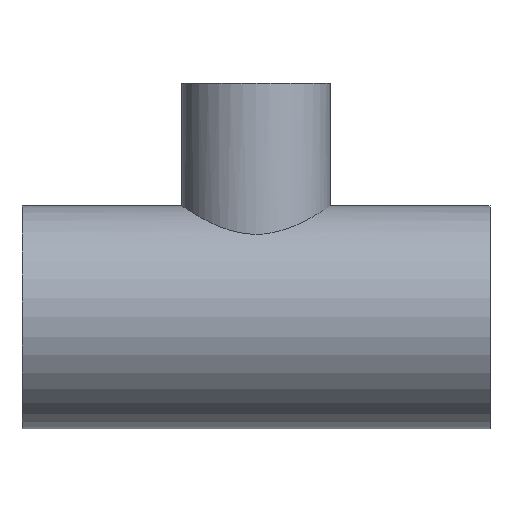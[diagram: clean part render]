
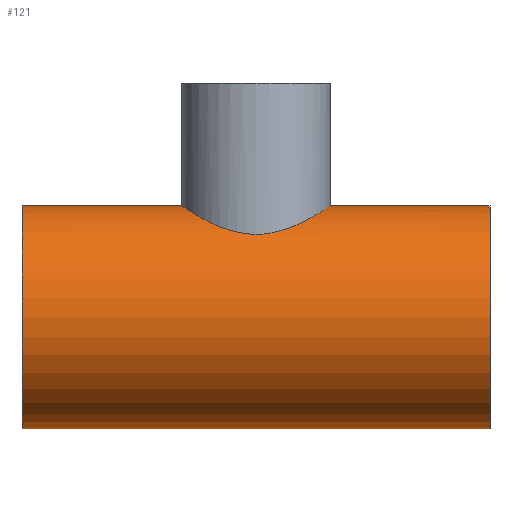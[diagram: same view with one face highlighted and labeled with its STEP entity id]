
A CAD part, front view. The second image highlights one B-rep face of the part: STEP entity #121.
In plain terms, the highlighted cylindrical face has radius 57.15 mm (diameter 114.3 mm), a full revolution.
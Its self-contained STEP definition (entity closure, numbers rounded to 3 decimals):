
#21=FACE_BOUND('',#39,.T.);
#28=FACE_OUTER_BOUND('',#38,.T.);
#38=EDGE_LOOP('',(#104,#105,#106,#107));
#39=EDGE_LOOP('',(#108,#109));
#46=CIRCLE('',#152,57.15);
#47=CIRCLE('',#154,57.15);
#51=LINE('',#350,#55);
#55=VECTOR('',#185,57.15);
#58=B_SPLINE_CURVE_WITH_KNOTS('',3,(#275,#276,#277,#278,#279,#280,#281,
#282,#283,#284,#285,#286,#287,#288,#289,#290,#291,#292),.UNSPECIFIED.,.F.,
 .F.,(4,2,2,2,2,2,2,2,4),(0.,0.753,1.505,2.258,
3.011,3.755,4.5,5.244,5.988),
 .UNSPECIFIED.);
#59=B_SPLINE_CURVE_WITH_KNOTS('',3,(#293,#294,#295,#296,#297,#298,#299,
#300,#301,#302,#303,#304,#305,#306,#307,#308,#309,#310,#311,#312,#313,#314,
#315,#316,#317,#318,#319,#320,#321,#322,#323,#324,#325,#326,#327,#328,#329,
#330,#331,#332,#333,#334,#335,#336,#337,#338,#339,#340,#341,#342),
 .UNSPECIFIED.,.F.,.F.,(4,2,2,2,2,2,2,2,2,2,2,2,2,2,2,2,2,2,2,2,2,2,2,2,
4),(5.988,6.733,7.477,8.221,
8.966,9.718,10.471,11.224,11.976,
12.729,13.482,14.235,14.987,15.732,
16.476,17.22,17.965,18.709,19.453,
20.198,20.942,21.695,22.447,23.2,
23.953),.UNSPECIFIED.);
#66=VERTEX_POINT('',#272);
#67=VERTEX_POINT('',#274);
#68=VERTEX_POINT('',#345);
#69=VERTEX_POINT('',#348);
#79=EDGE_CURVE('',#67,#66,#58,.T.);
#80=EDGE_CURVE('',#66,#67,#59,.T.);
#81=EDGE_CURVE('',#68,#68,#46,.T.);
#82=EDGE_CURVE('',#69,#69,#47,.T.);
#83=EDGE_CURVE('',#69,#68,#51,.T.);
#104=ORIENTED_EDGE('',*,*,#82,.F.);
#105=ORIENTED_EDGE('',*,*,#83,.T.);
#106=ORIENTED_EDGE('',*,*,#81,.F.);
#107=ORIENTED_EDGE('',*,*,#83,.F.);
#108=ORIENTED_EDGE('',*,*,#79,.T.);
#109=ORIENTED_EDGE('',*,*,#80,.T.);
#115=CYLINDRICAL_SURFACE('',#153,57.15);
#121=ADVANCED_FACE('',(#28,#21),#115,.T.);
#152=AXIS2_PLACEMENT_3D('',#346,#179,#180);
#153=AXIS2_PLACEMENT_3D('',#347,#181,#182);
#154=AXIS2_PLACEMENT_3D('',#349,#183,#184);
#179=DIRECTION('center_axis',(-1.,0.,0.));
#180=DIRECTION('ref_axis',(0.,1.,0.));
#181=DIRECTION('center_axis',(1.,0.,0.));
#182=DIRECTION('ref_axis',(0.,1.,0.));
#183=DIRECTION('center_axis',(1.,0.,0.));
#184=DIRECTION('ref_axis',(0.,1.,0.));
#185=DIRECTION('',(-1.,0.,0.));
#272=CARTESIAN_POINT('',(-38.15,0.,57.15));
#274=CARTESIAN_POINT('',(0.,-38.15,42.552));
#275=CARTESIAN_POINT('Ctrl Pts',(0.,-38.15,42.552));
#276=CARTESIAN_POINT('Ctrl Pts',(-2.509,-38.15,42.552));
#277=CARTESIAN_POINT('Ctrl Pts',(-5.057,-37.899,42.781));
#278=CARTESIAN_POINT('Ctrl Pts',(-10.053,-36.89,43.654));
#279=CARTESIAN_POINT('Ctrl Pts',(-12.501,-36.132,44.296));
#280=CARTESIAN_POINT('Ctrl Pts',(-17.155,-34.169,45.828));
#281=CARTESIAN_POINT('Ctrl Pts',(-19.366,-32.961,46.716));
#282=CARTESIAN_POINT('Ctrl Pts',(-23.447,-30.195,48.55));
#283=CARTESIAN_POINT('Ctrl Pts',(-25.317,-28.635,49.494));
#284=CARTESIAN_POINT('Ctrl Pts',(-28.617,-25.335,51.261));
#285=CARTESIAN_POINT('Ctrl Pts',(-30.173,-23.475,52.153));
#286=CARTESIAN_POINT('Ctrl Pts',(-32.946,-19.393,53.804));
#287=CARTESIAN_POINT('Ctrl Pts',(-34.162,-17.171,54.563));
#288=CARTESIAN_POINT('Ctrl Pts',(-36.137,-12.49,55.821));
#289=CARTESIAN_POINT('Ctrl Pts',(-36.897,-10.026,56.32));
#290=CARTESIAN_POINT('Ctrl Pts',(-37.904,-5.022,56.985));
#291=CARTESIAN_POINT('Ctrl Pts',(-38.15,-2.481,57.15));
#292=CARTESIAN_POINT('Ctrl Pts',(-38.15,0.,57.15));
#293=CARTESIAN_POINT('Ctrl Pts',(-38.15,0.,57.15));
#294=CARTESIAN_POINT('Ctrl Pts',(-38.15,2.481,57.15));
#295=CARTESIAN_POINT('Ctrl Pts',(-37.904,5.022,56.985));
#296=CARTESIAN_POINT('Ctrl Pts',(-36.897,10.026,56.32));
#297=CARTESIAN_POINT('Ctrl Pts',(-36.137,12.49,55.821));
#298=CARTESIAN_POINT('Ctrl Pts',(-34.162,17.171,54.563));
#299=CARTESIAN_POINT('Ctrl Pts',(-32.946,19.393,53.804));
#300=CARTESIAN_POINT('Ctrl Pts',(-30.173,23.475,52.153));
#301=CARTESIAN_POINT('Ctrl Pts',(-28.617,25.335,51.261));
#302=CARTESIAN_POINT('Ctrl Pts',(-25.317,28.635,49.494));
#303=CARTESIAN_POINT('Ctrl Pts',(-23.447,30.195,48.55));
#304=CARTESIAN_POINT('Ctrl Pts',(-19.366,32.961,46.716));
#305=CARTESIAN_POINT('Ctrl Pts',(-17.155,34.169,45.828));
#306=CARTESIAN_POINT('Ctrl Pts',(-12.501,36.132,44.296));
#307=CARTESIAN_POINT('Ctrl Pts',(-10.053,36.89,43.654));
#308=CARTESIAN_POINT('Ctrl Pts',(-5.057,37.899,42.781));
#309=CARTESIAN_POINT('Ctrl Pts',(-2.509,38.15,42.552));
#310=CARTESIAN_POINT('Ctrl Pts',(2.509,38.15,42.552));
#311=CARTESIAN_POINT('Ctrl Pts',(5.057,37.899,42.781));
#312=CARTESIAN_POINT('Ctrl Pts',(10.053,36.89,43.654));
#313=CARTESIAN_POINT('Ctrl Pts',(12.501,36.132,44.296));
#314=CARTESIAN_POINT('Ctrl Pts',(17.155,34.169,45.828));
#315=CARTESIAN_POINT('Ctrl Pts',(19.366,32.961,46.716));
#316=CARTESIAN_POINT('Ctrl Pts',(23.447,30.195,48.55));
#317=CARTESIAN_POINT('Ctrl Pts',(25.317,28.635,49.494));
#318=CARTESIAN_POINT('Ctrl Pts',(28.617,25.335,51.261));
#319=CARTESIAN_POINT('Ctrl Pts',(30.173,23.475,52.153));
#320=CARTESIAN_POINT('Ctrl Pts',(32.946,19.393,53.804));
#321=CARTESIAN_POINT('Ctrl Pts',(34.162,17.171,54.563));
#322=CARTESIAN_POINT('Ctrl Pts',(36.137,12.49,55.821));
#323=CARTESIAN_POINT('Ctrl Pts',(36.897,10.026,56.32));
#324=CARTESIAN_POINT('Ctrl Pts',(37.904,5.022,56.985));
#325=CARTESIAN_POINT('Ctrl Pts',(38.15,2.481,57.15));
#326=CARTESIAN_POINT('Ctrl Pts',(38.15,-2.481,57.15));
#327=CARTESIAN_POINT('Ctrl Pts',(37.904,-5.022,56.985));
#328=CARTESIAN_POINT('Ctrl Pts',(36.897,-10.026,56.32));
#329=CARTESIAN_POINT('Ctrl Pts',(36.137,-12.49,55.821));
#330=CARTESIAN_POINT('Ctrl Pts',(34.162,-17.171,54.563));
#331=CARTESIAN_POINT('Ctrl Pts',(32.946,-19.393,53.804));
#332=CARTESIAN_POINT('Ctrl Pts',(30.173,-23.475,52.153));
#333=CARTESIAN_POINT('Ctrl Pts',(28.617,-25.335,51.261));
#334=CARTESIAN_POINT('Ctrl Pts',(25.317,-28.635,49.494));
#335=CARTESIAN_POINT('Ctrl Pts',(23.447,-30.195,48.55));
#336=CARTESIAN_POINT('Ctrl Pts',(19.366,-32.961,46.716));
#337=CARTESIAN_POINT('Ctrl Pts',(17.155,-34.169,45.828));
#338=CARTESIAN_POINT('Ctrl Pts',(12.501,-36.132,44.296));
#339=CARTESIAN_POINT('Ctrl Pts',(10.053,-36.89,43.654));
#340=CARTESIAN_POINT('Ctrl Pts',(5.057,-37.899,42.781));
#341=CARTESIAN_POINT('Ctrl Pts',(2.509,-38.15,42.552));
#342=CARTESIAN_POINT('Ctrl Pts',(0.,-38.15,42.552));
#345=CARTESIAN_POINT('',(-120.,-57.15,0.));
#346=CARTESIAN_POINT('Origin',(-120.,0.,0.));
#347=CARTESIAN_POINT('Origin',(0.,0.,0.));
#348=CARTESIAN_POINT('',(120.,-57.15,0.));
#349=CARTESIAN_POINT('Origin',(120.,0.,0.));
#350=CARTESIAN_POINT('',(0.,-57.15,0.));
